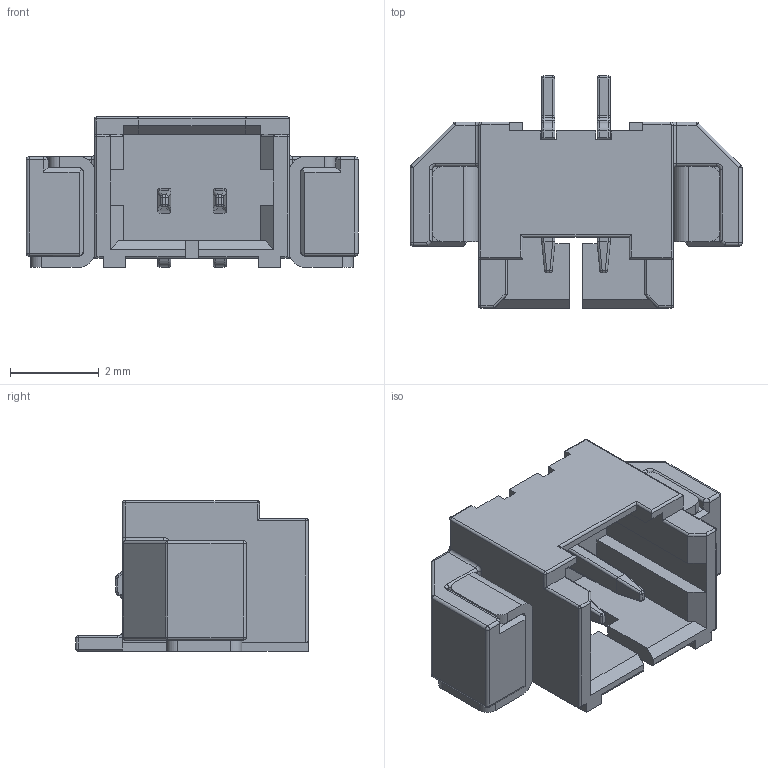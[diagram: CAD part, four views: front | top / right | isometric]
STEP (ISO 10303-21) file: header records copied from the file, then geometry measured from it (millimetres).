
FILE_DESCRIPTION (( 'STEP AP214' ), '1' );
FILE_NAME ('CONN-SMD_2P-P1.25-HC-1.25-2PWT.step', '2022-07-29T12:33:35', ( '' ), ( '' ), 'SwSTEP 2.0', 'SolidWorks 2020', '' );
FILE_SCHEMA (( 'AUTOMOTIVE_DESIGN' ));
Length unit declared in the file: millimetre
Products named in the file (1): CONN-SMD_2P-P1.25-HC-1.25-2PWT
Bounding box: 7.5 x 5.25 x 3.4 mm (x, y, z)
Volume: 48.8 mm3; surface area: 215.2 mm2
Topology: 16 solids, 16 shells, 682 faces, 1753 edges, 1087 vertices
Faces by surface type: plane 337, cylinder 162, bspline 112, torus 40, sphere 31
Entity records: 29271 total; most frequent: CARTESIAN_POINT 5888, ORIENTED_EDGE 3452, DIRECTION 2898, EDGE_CURVE 1726, LINE 1144, VECTOR 1144, VERTEX_POINT 1087, AXIS2_PLACEMENT_3D 877
